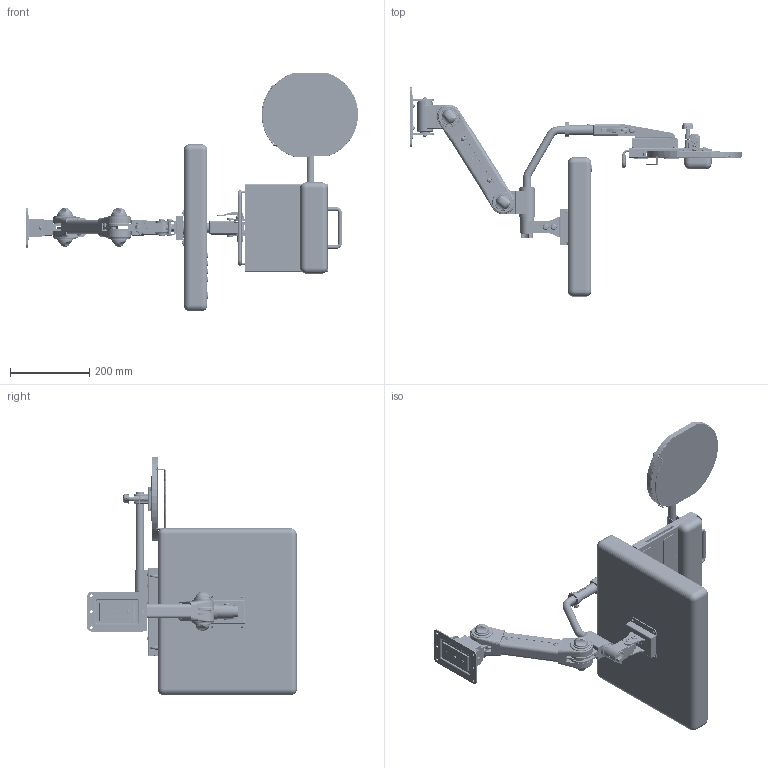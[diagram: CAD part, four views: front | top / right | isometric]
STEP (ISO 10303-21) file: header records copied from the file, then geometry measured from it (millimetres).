
FILE_DESCRIPTION (( 'STEP AP214' ), '1' );
FILE_NAME ('60239-27W.STEP', '2012-08-23T03:12:39', ( 'user' ), ( 'Sallas' ), 'SwSTEP 2.0', 'SolidWorks 2008', '' );
FILE_SCHEMA (( 'AUTOMOTIVE_DESIGN' ));
Length unit declared in the file: millimetre
Products named in the file (88): M4-3 hex screw P21-13-07_預設; P22-00-14R; P21-13-01; P24-12-03; Q4; M4 x 0.7 nut P24-21-04; P21-04-08_Default<機器加工>; Q3; Q2; Q1; P21-13-04; P24-12-12; Quick; P21-13-05; P21-00-25; P21-13-06; P21-00-14_預設; P21-00-27N; P21-00-06b; P21-00-27; P21-00-06e; P21-00-06d; P21-00-06a; P21-00-12a; P21-00-06c; P24-12-10c; P24-12-09_預設; P24-12-05P_預設; P24-12-10a_預設; P24-12-13_預設; P24-07-01_預設; P24-06-03_預設; P60606-18; P24-06-02_預設; P24-21-02; P24-12-06; P24-06-16_預設; P24-06-04_預設; P24-06-01a_預設; 24-07_預設 ...
Assembly tree (150 placements, depth 6):
  60239-27W
    22-04-5kb
      P22-00-09N  x2
      P22-04-02L_預設  x2
      P22-04-10_預設  x2
      P22-00-09S  x2
      P22-00-08  x4
      P22-04-02R_預設  x2
      Name plate
      P22-04-05
      P22-04-06_預設
      P22-04-08_預設
      P21-00-02L_預設  x2
      P22-09-03N_預設  x2
    M4 -8-P24-12-11  x4
    24-07M_預設
      P24-12-10a_預設
        P24-12-07_預設
        M6 nut  x2
        D12.5d6.2t0.5
        P24-12-10c
          P24-12-06
          P24-12-12  x4
          P24-12-03
        M4 -8-P24-12-11  x4
        P24-12-05P_預設
        P24-12-09_預設
        P24-12-16_預設
        M6-12-Hexhead
        P24-12-15_預設
        P24-12-14
      24-07A_預設
        24-07_預設
          M4 -8-P24-12-11  x6
          P24-06-02_預設
          P24-06-01a_預設
          P24-21-02
          P24-06-16_預設  x2
          P24-06-04_預設  x4
          P60606-18  x2
          P24-06-03_預設
        P24-12-13_預設  x2
        P24-07-01_預設
    LCD panelc
      LCD Panela
      21-01
        D20d10.2t0.8  x2
        M4 -10-P21-00-11  x5
        Name plate
        P21-00-05
        P21-00-01_預設
        P21-00-02N_預設
        P21-00-15F_預設  x2
        P21-01-28
        P21-00-15M_預設  x2
        P21-00-07  x2
        P21-00-12a
        P21-00-09
        P21-00-03_預設
        Nut 3-8-16_預設
Bounding box: 835.31 x 526.62 x 599.81 mm (x, y, z)
Volume: 10525392.1 mm3; surface area: 1571660 mm2
Topology: 136 solids, 136 shells, 4637 faces, 11290 edges, 7053 vertices
Faces by surface type: plane 1839, cylinder 1618, torus 505, cone 396, bspline 215, sphere 64
Entity records: 134567 total; most frequent: CARTESIAN_POINT 40567, DIRECTION 16772, ORIENTED_EDGE 15788, EDGE_CURVE 7894, AXIS2_PLACEMENT_3D 6605, VERTEX_POINT 4942, EDGE_LOOP 3748, VECTOR 3562
